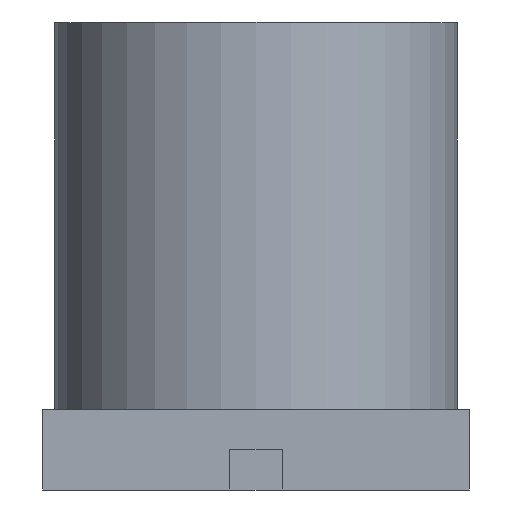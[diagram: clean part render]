
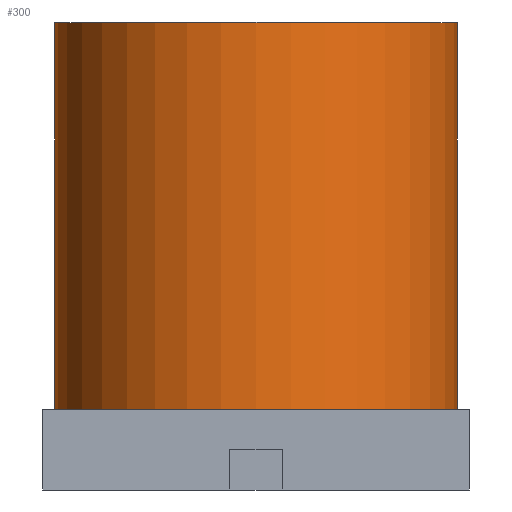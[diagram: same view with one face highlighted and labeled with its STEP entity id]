
A CAD part, left-side view. The second image highlights one B-rep face of the part: STEP entity #300.
In plain terms, the highlighted cylindrical face has radius 2.5 mm (diameter 5 mm), a full revolution.
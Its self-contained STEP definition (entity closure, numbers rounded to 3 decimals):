
#13=DIRECTION('',(0.,0.,1.));
#27=VECTOR('',#13,1.);
#60=DIRECTION('',(1.,0.,0.));
#169=ORIENTED_EDGE('',*,*,#170,.F.);
#170=EDGE_CURVE('',#171,#171,#173,.T.);
#171=VERTEX_POINT('',#172);
#172=CARTESIAN_POINT('',(2.5,0.,1.));
#173=CIRCLE('',#174,2.5);
#174=AXIS2_PLACEMENT_3D('',#175,#13,#60);
#175=CARTESIAN_POINT('',(0.,0.,1.));
#300=ADVANCED_FACE('',(#301),#314,.T.);
#301=FACE_BOUND('',#302,.F.);
#302=EDGE_LOOP('',(#303,#308,#313,#169));
#303=ORIENTED_EDGE('',*,*,#304,.T.);
#304=EDGE_CURVE('',#171,#305,#307,.T.);
#305=VERTEX_POINT('',#306);
#306=CARTESIAN_POINT('',(2.5,0.,5.8));
#307=LINE('',#172,#27);
#308=ORIENTED_EDGE('',*,*,#309,.T.);
#309=EDGE_CURVE('',#305,#305,#310,.T.);
#310=CIRCLE('',#311,2.5);
#311=AXIS2_PLACEMENT_3D('',#312,#13,#60);
#312=CARTESIAN_POINT('',(0.,0.,5.8));
#313=ORIENTED_EDGE('',*,*,#304,.F.);
#314=CYLINDRICAL_SURFACE('',#315,2.5);
#315=AXIS2_PLACEMENT_3D('',#175,#316,#60);
#316=DIRECTION('',(-0.,-0.,-1.));
